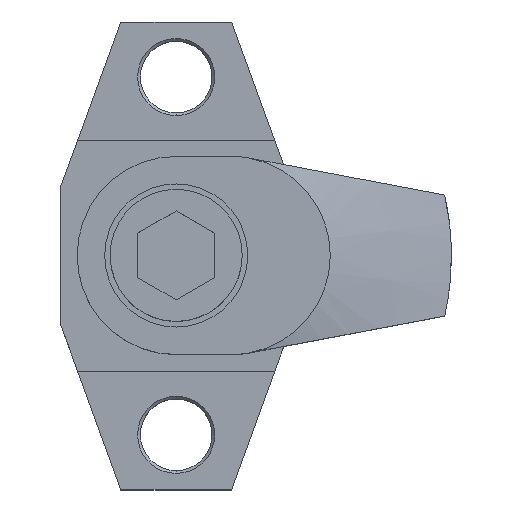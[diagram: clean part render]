
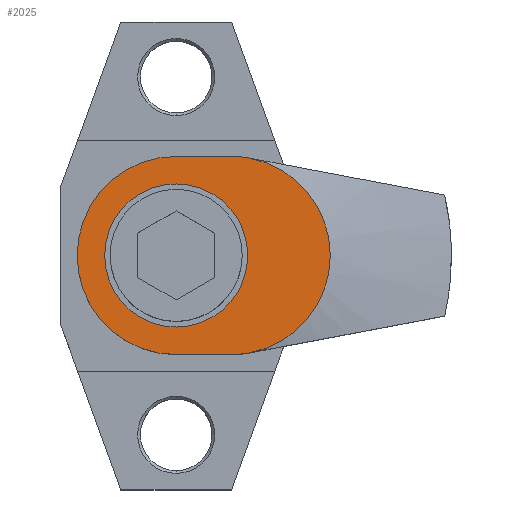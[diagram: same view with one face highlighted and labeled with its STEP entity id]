
A CAD part, top view. The second image highlights one B-rep face of the part: STEP entity #2025.
In plain terms, the highlighted planar face has unit normal (0, 0, 1).
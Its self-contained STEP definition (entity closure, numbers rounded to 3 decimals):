
#1 = DIRECTION ( 'NONE',  ( 0., 0., 1. ) ) ;
#53 = CARTESIAN_POINT ( 'NONE',  ( 10., 0., 60. ) ) ;
#69 = DIRECTION ( 'NONE',  ( 0., 0., 1. ) ) ;
#83 = AXIS2_PLACEMENT_3D ( 'NONE', #1820, #69, #863 ) ;
#85 = FACE_OUTER_BOUND ( 'NONE', #2377, .T. ) ;
#150 = DIRECTION ( 'NONE',  ( 0., 0., 1. ) ) ;
#163 = DIRECTION ( 'NONE',  ( 1., 0., 0. ) ) ;
#175 = VECTOR ( 'NONE', #559, 1000. ) ;
#193 = DIRECTION ( 'NONE',  ( 1., 0., 0. ) ) ;
#236 = DIRECTION ( 'NONE',  ( 0., 0., 1. ) ) ;
#356 = CARTESIAN_POINT ( 'NONE',  ( 0., -18., 60. ) ) ;
#379 = DIRECTION ( 'NONE',  ( 0., 0., 1. ) ) ;
#391 = CARTESIAN_POINT ( 'NONE',  ( 0., 0., 60. ) ) ;
#393 = LINE ( 'NONE', #1879, #1319 ) ;
#422 = EDGE_CURVE ( 'NONE', #1181, #1417, #1152, .T. ) ;
#455 = CIRCLE ( 'NONE', #1125, 13. ) ;
#517 = ORIENTED_EDGE ( 'NONE', *, *, #834, .F. ) ;
#559 = DIRECTION ( 'NONE',  ( 1., 0., 0. ) ) ;
#591 = EDGE_CURVE ( 'NONE', #2209, #2357, #2344, .T. ) ;
#657 = VERTEX_POINT ( 'NONE', #946 ) ;
#675 = ORIENTED_EDGE ( 'NONE', *, *, #1991, .T. ) ;
#773 = AXIS2_PLACEMENT_3D ( 'NONE', #1719, #2121, #1706 ) ;
#830 = EDGE_LOOP ( 'NONE', ( #2319, #1311 ) ) ;
#834 = EDGE_CURVE ( 'NONE', #1449, #1417, #2109, .T. ) ;
#835 = CARTESIAN_POINT ( 'NONE',  ( 13.338, 17.688, 60. ) ) ;
#854 = PLANE ( 'NONE',  #2198 ) ;
#855 = AXIS2_PLACEMENT_3D ( 'NONE', #53, #1366, #2131 ) ;
#863 = DIRECTION ( 'NONE',  ( 1., 0., 0. ) ) ;
#888 = ORIENTED_EDGE ( 'NONE', *, *, #1562, .T. ) ;
#932 = CIRCLE ( 'NONE', #2434, 18. ) ;
#946 = CARTESIAN_POINT ( 'NONE',  ( 13., 0., 60. ) ) ;
#950 = CARTESIAN_POINT ( 'NONE',  ( 0., -18., 60. ) ) ;
#964 = DIRECTION ( 'NONE',  ( 0., 0., 1. ) ) ;
#1061 = FACE_BOUND ( 'NONE', #830, .T. ) ;
#1125 = AXIS2_PLACEMENT_3D ( 'NONE', #1546, #236, #1204 ) ;
#1135 = CARTESIAN_POINT ( 'NONE',  ( 10., -18., 60. ) ) ;
#1142 = LINE ( 'NONE', #356, #175 ) ;
#1152 = CIRCLE ( 'NONE', #83, 18. ) ;
#1181 = VERTEX_POINT ( 'NONE', #1135 ) ;
#1204 = DIRECTION ( 'NONE',  ( 1., 0., 0. ) ) ;
#1271 = AXIS2_PLACEMENT_3D ( 'NONE', #1668, #150, #2229 ) ;
#1311 = ORIENTED_EDGE ( 'NONE', *, *, #1611, .F. ) ;
#1319 = VECTOR ( 'NONE', #2065, 1000. ) ;
#1366 = DIRECTION ( 'NONE',  ( 0., 0., 1. ) ) ;
#1369 = DIRECTION ( 'NONE',  ( 1., 0., 0. ) ) ;
#1371 = VERTEX_POINT ( 'NONE', #2294 ) ;
#1386 = CARTESIAN_POINT ( 'NONE',  ( -13., 0., 60. ) ) ;
#1417 = VERTEX_POINT ( 'NONE', #2334 ) ;
#1420 = ORIENTED_EDGE ( 'NONE', *, *, #1460, .T. ) ;
#1449 = VERTEX_POINT ( 'NONE', #835 ) ;
#1452 = ORIENTED_EDGE ( 'NONE', *, *, #422, .T. ) ;
#1460 = EDGE_CURVE ( 'NONE', #1449, #1371, #1838, .T. ) ;
#1464 = VERTEX_POINT ( 'NONE', #1386 ) ;
#1483 = CARTESIAN_POINT ( 'NONE',  ( -18., 0., 60. ) ) ;
#1546 = CARTESIAN_POINT ( 'NONE',  ( 0., 0., 60. ) ) ;
#1562 = EDGE_CURVE ( 'NONE', #1605, #1181, #1142, .T. ) ;
#1605 = VERTEX_POINT ( 'NONE', #950 ) ;
#1611 = EDGE_CURVE ( 'NONE', #1464, #657, #2390, .T. ) ;
#1619 = ORIENTED_EDGE ( 'NONE', *, *, #591, .T. ) ;
#1626 = EDGE_CURVE ( 'NONE', #1371, #2209, #393, .T. ) ;
#1668 = CARTESIAN_POINT ( 'NONE',  ( 0., 0., 60. ) ) ;
#1677 = AXIS2_PLACEMENT_3D ( 'NONE', #2282, #1, #193 ) ;
#1681 = ORIENTED_EDGE ( 'NONE', *, *, #1626, .T. ) ;
#1703 = EDGE_CURVE ( 'NONE', #657, #1464, #455, .T. ) ;
#1706 = DIRECTION ( 'NONE',  ( -1., 0., 0. ) ) ;
#1719 = CARTESIAN_POINT ( 'NONE',  ( 10., 0., 60. ) ) ;
#1756 = CARTESIAN_POINT ( 'NONE',  ( 0., 18., 60. ) ) ;
#1820 = CARTESIAN_POINT ( 'NONE',  ( 10., 0., 60. ) ) ;
#1838 = CIRCLE ( 'NONE', #855, 18. ) ;
#1879 = CARTESIAN_POINT ( 'NONE',  ( 10., 18., 60. ) ) ;
#1991 = EDGE_CURVE ( 'NONE', #2357, #1605, #932, .T. ) ;
#2025 = ADVANCED_FACE ( 'NONE', ( #1061, #85 ), #854, .T. ) ;
#2065 = DIRECTION ( 'NONE',  ( -1., 0., 0. ) ) ;
#2109 = CIRCLE ( 'NONE', #773, 18. ) ;
#2121 = DIRECTION ( 'NONE',  ( 0., 0., -1. ) ) ;
#2131 = DIRECTION ( 'NONE',  ( 1., 0., 0. ) ) ;
#2198 = AXIS2_PLACEMENT_3D ( 'NONE', #391, #964, #1369 ) ;
#2209 = VERTEX_POINT ( 'NONE', #1756 ) ;
#2229 = DIRECTION ( 'NONE',  ( 1., 0., 0. ) ) ;
#2282 = CARTESIAN_POINT ( 'NONE',  ( 0., 0., 60. ) ) ;
#2294 = CARTESIAN_POINT ( 'NONE',  ( 10., 18., 60. ) ) ;
#2319 = ORIENTED_EDGE ( 'NONE', *, *, #1703, .F. ) ;
#2334 = CARTESIAN_POINT ( 'NONE',  ( 13.338, -17.688, 60. ) ) ;
#2344 = CIRCLE ( 'NONE', #1271, 18. ) ;
#2357 = VERTEX_POINT ( 'NONE', #1483 ) ;
#2377 = EDGE_LOOP ( 'NONE', ( #1452, #517, #1420, #1681, #1619, #675, #888 ) ) ;
#2379 = CARTESIAN_POINT ( 'NONE',  ( 0., 0., 60. ) ) ;
#2390 = CIRCLE ( 'NONE', #1677, 13. ) ;
#2434 = AXIS2_PLACEMENT_3D ( 'NONE', #2379, #379, #163 ) ;
